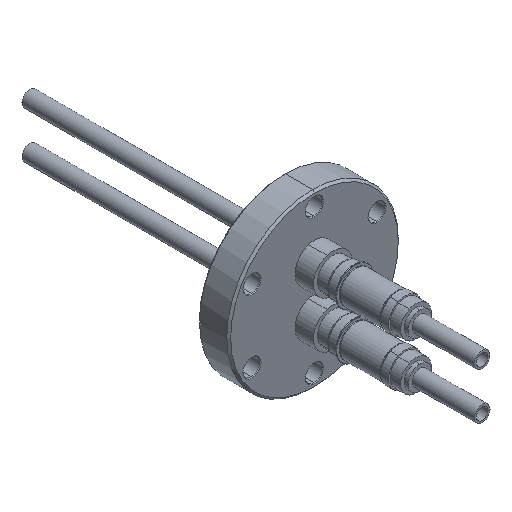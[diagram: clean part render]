
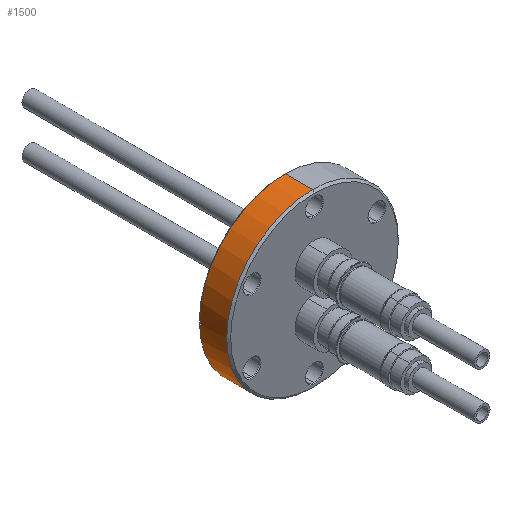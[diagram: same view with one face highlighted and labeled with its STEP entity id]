
A CAD part, isometric view. The second image highlights one B-rep face of the part: STEP entity #1500.
In plain terms, the highlighted cylindrical face has radius 34.925 mm (diameter 69.85 mm), a partial arc.
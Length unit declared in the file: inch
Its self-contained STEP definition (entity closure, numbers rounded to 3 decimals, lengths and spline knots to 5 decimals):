
#40 = AXIS2_PLACEMENT_3D ( 'NONE', #3275, #2436, #3247 ) ;
#377 = DIRECTION ( 'NONE',  ( 0., 1., 0. ) ) ;
#484 = DIRECTION ( 'NONE',  ( 0., -1., 0. ) ) ;
#530 = VERTEX_POINT ( 'NONE', #3161 ) ;
#591 = VECTOR ( 'NONE', #4002, 39.37008 ) ;
#660 = AXIS2_PLACEMENT_3D ( 'NONE', #2958, #484, #2096 ) ;
#691 = AXIS2_PLACEMENT_3D ( 'NONE', #4051, #2847, #1659 ) ;
#702 = CIRCLE ( 'NONE', #40, 1.375 ) ;
#757 = CARTESIAN_POINT ( 'NONE',  ( -1.37465, 0., -0.031 ) ) ;
#870 = CIRCLE ( 'NONE', #2385, 1.375 ) ;
#1127 = DIRECTION ( 'NONE',  ( 0., -1., 0. ) ) ;
#1171 = DIRECTION ( 'NONE',  ( 0., 0., -1. ) ) ;
#1204 = DIRECTION ( 'NONE',  ( 0., -1., 0. ) ) ;
#1259 = FACE_OUTER_BOUND ( 'NONE', #1967, .T. ) ;
#1371 = EDGE_CURVE ( 'NONE', #1750, #4899, #3104, .T. ) ;
#1378 = ORIENTED_EDGE ( 'NONE', *, *, #2442, .T. ) ;
#1485 = CARTESIAN_POINT ( 'NONE',  ( 0., 0.468, 1.375 ) ) ;
#1500 = ADVANCED_FACE ( 'NONE', ( #1259 ), #1719, .T. ) ;
#1580 = LINE ( 'NONE', #2004, #591 ) ;
#1643 = EDGE_CURVE ( 'NONE', #2588, #1750, #870, .T. ) ;
#1659 = DIRECTION ( 'NONE',  ( 0., 0., -1. ) ) ;
#1719 = CYLINDRICAL_SURFACE ( 'NONE', #691, 1.375 ) ;
#1750 = VERTEX_POINT ( 'NONE', #1943 ) ;
#1846 = VERTEX_POINT ( 'NONE', #4436 ) ;
#1896 = EDGE_CURVE ( 'NONE', #2677, #4899, #702, .T. ) ;
#1943 = CARTESIAN_POINT ( 'NONE',  ( -1.37465, 0.468, 0.031 ) ) ;
#1967 = EDGE_LOOP ( 'NONE', ( #2268, #3428, #4037, #5153, #2511, #1378, #3418, #2970 ) ) ;
#2004 = CARTESIAN_POINT ( 'NONE',  ( 0., 0., 1.375 ) ) ;
#2096 = DIRECTION ( 'NONE',  ( 0., 0., -1. ) ) ;
#2223 = CARTESIAN_POINT ( 'NONE',  ( -1.37465, 0.45, -0.031 ) ) ;
#2247 = VERTEX_POINT ( 'NONE', #2820 ) ;
#2268 = ORIENTED_EDGE ( 'NONE', *, *, #3444, .F. ) ;
#2271 = AXIS2_PLACEMENT_3D ( 'NONE', #5142, #1204, #1171 ) ;
#2315 = CARTESIAN_POINT ( 'NONE',  ( -1.37465, 0., 0.031 ) ) ;
#2316 = EDGE_CURVE ( 'NONE', #530, #2247, #3838, .T. ) ;
#2385 = AXIS2_PLACEMENT_3D ( 'NONE', #3378, #4149, #4980 ) ;
#2413 = DIRECTION ( 'NONE',  ( 0., -1., 0. ) ) ;
#2436 = DIRECTION ( 'NONE',  ( 0., 1., 0. ) ) ;
#2442 = EDGE_CURVE ( 'NONE', #4040, #1846, #3497, .T. ) ;
#2511 = ORIENTED_EDGE ( 'NONE', *, *, #3909, .T. ) ;
#2588 = VERTEX_POINT ( 'NONE', #1485 ) ;
#2677 = VERTEX_POINT ( 'NONE', #2223 ) ;
#2820 = CARTESIAN_POINT ( 'NONE',  ( 0., 0.032, -1.375 ) ) ;
#2847 = DIRECTION ( 'NONE',  ( 0., -1., 0. ) ) ;
#2958 = CARTESIAN_POINT ( 'NONE',  ( 0., 0.468, 0. ) ) ;
#2970 = ORIENTED_EDGE ( 'NONE', *, *, #2316, .F. ) ;
#3013 = VECTOR ( 'NONE', #2413, 39.37008 ) ;
#3104 = LINE ( 'NONE', #2315, #4034 ) ;
#3131 = LINE ( 'NONE', #757, #4919 ) ;
#3161 = CARTESIAN_POINT ( 'NONE',  ( 0., 0.032, 1.375 ) ) ;
#3245 = LINE ( 'NONE', #4857, #3013 ) ;
#3247 = DIRECTION ( 'NONE',  ( 0., 0., 1. ) ) ;
#3275 = CARTESIAN_POINT ( 'NONE',  ( 0., 0.45, 0. ) ) ;
#3378 = CARTESIAN_POINT ( 'NONE',  ( 0., 0.468, 0. ) ) ;
#3418 = ORIENTED_EDGE ( 'NONE', *, *, #4810, .T. ) ;
#3428 = ORIENTED_EDGE ( 'NONE', *, *, #1643, .T. ) ;
#3444 = EDGE_CURVE ( 'NONE', #2588, #530, #1580, .T. ) ;
#3497 = CIRCLE ( 'NONE', #660, 1.375 ) ;
#3705 = CARTESIAN_POINT ( 'NONE',  ( -1.37465, 0.468, -0.031 ) ) ;
#3765 = CARTESIAN_POINT ( 'NONE',  ( -1.37465, 0.45, 0.031 ) ) ;
#3838 = CIRCLE ( 'NONE', #2271, 1.375 ) ;
#3909 = EDGE_CURVE ( 'NONE', #2677, #4040, #3131, .T. ) ;
#4002 = DIRECTION ( 'NONE',  ( 0., -1., 0. ) ) ;
#4034 = VECTOR ( 'NONE', #1127, 39.37008 ) ;
#4037 = ORIENTED_EDGE ( 'NONE', *, *, #1371, .T. ) ;
#4040 = VERTEX_POINT ( 'NONE', #3705 ) ;
#4051 = CARTESIAN_POINT ( 'NONE',  ( 0., 0., 0. ) ) ;
#4149 = DIRECTION ( 'NONE',  ( 0., -1., 0. ) ) ;
#4436 = CARTESIAN_POINT ( 'NONE',  ( 0., 0.468, -1.375 ) ) ;
#4810 = EDGE_CURVE ( 'NONE', #1846, #2247, #3245, .T. ) ;
#4857 = CARTESIAN_POINT ( 'NONE',  ( 0., 0., -1.375 ) ) ;
#4899 = VERTEX_POINT ( 'NONE', #3765 ) ;
#4919 = VECTOR ( 'NONE', #377, 39.37008 ) ;
#4980 = DIRECTION ( 'NONE',  ( 0., 0., -1. ) ) ;
#5142 = CARTESIAN_POINT ( 'NONE',  ( 0., 0.032, 0. ) ) ;
#5153 = ORIENTED_EDGE ( 'NONE', *, *, #1896, .F. ) ;
